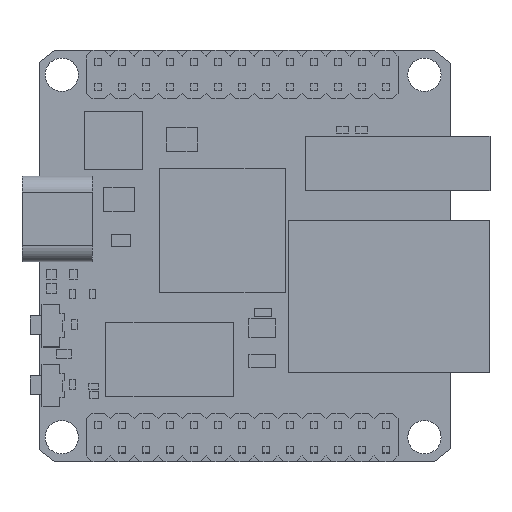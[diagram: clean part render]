
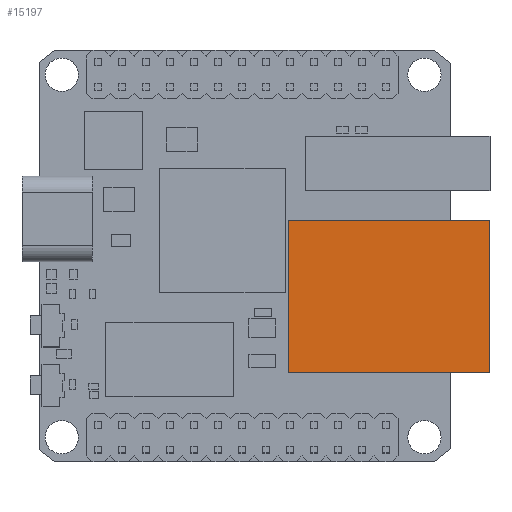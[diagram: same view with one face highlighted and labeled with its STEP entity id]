
A CAD part, top view. The second image highlights one B-rep face of the part: STEP entity #15197.
In plain terms, the highlighted planar face has unit normal (0, 0, 1).
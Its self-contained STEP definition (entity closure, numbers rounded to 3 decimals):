
#192=FACE_OUTER_BOUND('',#1105,.T.);
#1105=EDGE_LOOP('',(#10590,#10591,#10592,#10593));
#2560=LINE('',#21982,#4717);
#2562=LINE('',#21986,#4719);
#2564=LINE('',#21990,#4721);
#2566=LINE('',#21993,#4723);
#4717=VECTOR('',#17570,21.2);
#4719=VECTOR('',#17574,16.);
#4721=VECTOR('',#17578,21.2);
#4723=VECTOR('',#17582,16.);
#6863=VERTEX_POINT('',#21979);
#6864=VERTEX_POINT('',#21981);
#6865=VERTEX_POINT('',#21985);
#6866=VERTEX_POINT('',#21989);
#8347=EDGE_CURVE('',#6864,#6863,#2560,.T.);
#8349=EDGE_CURVE('',#6865,#6864,#2562,.T.);
#8351=EDGE_CURVE('',#6866,#6865,#2564,.T.);
#8353=EDGE_CURVE('',#6863,#6866,#2566,.T.);
#10590=ORIENTED_EDGE('',*,*,#8351,.T.);
#10591=ORIENTED_EDGE('',*,*,#8349,.T.);
#10592=ORIENTED_EDGE('',*,*,#8347,.T.);
#10593=ORIENTED_EDGE('',*,*,#8353,.T.);
#14364=PLANE('',#16074);
#15197=ADVANCED_FACE('',(#192),#14364,.T.);
#16074=AXIS2_PLACEMENT_3D('',#21994,#17583,#17584);
#17570=DIRECTION('',(1.,0.,0.));
#17574=DIRECTION('',(0.,-1.,0.));
#17578=DIRECTION('',(-1.,0.,0.));
#17582=DIRECTION('',(0.,1.,0.));
#17583=DIRECTION('center_axis',(0.,0.,1.));
#17584=DIRECTION('ref_axis',(1.,0.,0.));
#21979=CARTESIAN_POINT('',(25.848,-12.259,1.3));
#21981=CARTESIAN_POINT('',(4.648,-12.259,1.3));
#21982=CARTESIAN_POINT('',(4.648,-12.259,1.3));
#21985=CARTESIAN_POINT('',(4.648,3.741,1.3));
#21986=CARTESIAN_POINT('',(4.648,3.741,1.3));
#21989=CARTESIAN_POINT('',(25.848,3.741,1.3));
#21990=CARTESIAN_POINT('',(25.848,3.741,1.3));
#21993=CARTESIAN_POINT('',(25.848,-12.259,1.3));
#21994=CARTESIAN_POINT('Origin',(0.,0.,1.3));
